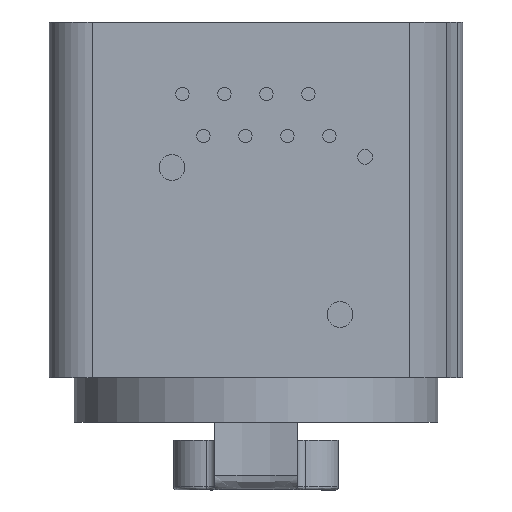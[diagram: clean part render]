
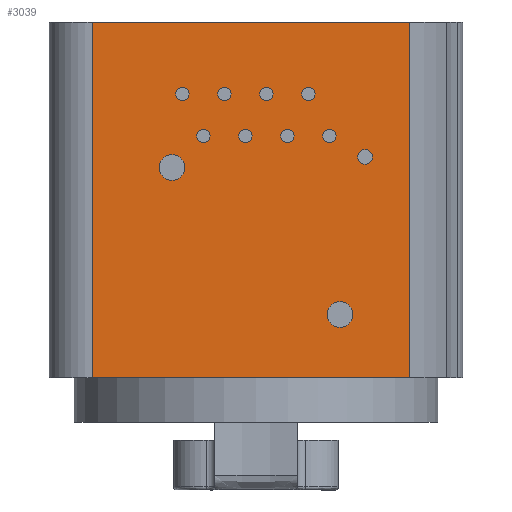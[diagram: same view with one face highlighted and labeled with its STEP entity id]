
A CAD part, front view. The second image highlights one B-rep face of the part: STEP entity #3039.
In plain terms, the highlighted planar face has unit normal (0, -1, 0).
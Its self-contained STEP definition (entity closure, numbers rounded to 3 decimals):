
#76 = DIRECTION ( 'NONE',  ( 0., -1., 0. ) ) ;
#209 = CARTESIAN_POINT ( 'NONE',  ( 9.9, -12.5, 0. ) ) ;
#333 = CARTESIAN_POINT ( 'NONE',  ( 9.9, -12.5, 0. ) ) ;
#478 = VERTEX_POINT ( 'NONE', #1247 ) ;
#513 = DIRECTION ( 'NONE',  ( 0., 0., 1. ) ) ;
#565 = VERTEX_POINT ( 'NONE', #3493 ) ;
#580 = ORIENTED_EDGE ( 'NONE', *, *, #3156, .F. ) ;
#693 = DIRECTION ( 'NONE',  ( 0., 0., 1. ) ) ;
#696 = LINE ( 'NONE', #3963, #2833 ) ;
#731 = ORIENTED_EDGE ( 'NONE', *, *, #3775, .F. ) ;
#758 = EDGE_CURVE ( 'NONE', #4118, #1333, #1556, .T. ) ;
#816 = CARTESIAN_POINT ( 'NONE',  ( 5.08, -12.5, -11.925 ) ) ;
#828 = CARTESIAN_POINT ( 'NONE',  ( -5.08, -12.5, -3.81 ) ) ;
#856 = LINE ( 'NONE', #3468, #1658 ) ;
#899 = AXIS2_PLACEMENT_3D ( 'NONE', #1626, #1684, #693 ) ;
#918 = LINE ( 'NONE', #333, #974 ) ;
#974 = VECTOR ( 'NONE', #2948, 1000. ) ;
#1087 = VERTEX_POINT ( 'NONE', #3728 ) ;
#1164 = EDGE_CURVE ( 'NONE', #3016, #565, #1622, .T. ) ;
#1166 = ORIENTED_EDGE ( 'NONE', *, *, #3169, .F. ) ;
#1187 = DIRECTION ( 'NONE',  ( 0., -1., 0. ) ) ;
#1214 = FACE_OUTER_BOUND ( 'NONE', #2679, .T. ) ;
#1239 = AXIS2_PLACEMENT_3D ( 'NONE', #1970, #76, #3590 ) ;
#1247 = CARTESIAN_POINT ( 'NONE',  ( 9.9, -12.5, 0. ) ) ;
#1252 = CARTESIAN_POINT ( 'NONE',  ( 5.08, -12.5, -13.475 ) ) ;
#1333 = VERTEX_POINT ( 'NONE', #3565 ) ;
#1471 = CARTESIAN_POINT ( 'NONE',  ( -9.3, -12.5, 0. ) ) ;
#1494 = EDGE_LOOP ( 'NONE', ( #3554, #580 ) ) ;
#1556 = LINE ( 'NONE', #2868, #2304 ) ;
#1622 = CIRCLE ( 'NONE', #2900, 0.775 ) ;
#1626 = CARTESIAN_POINT ( 'NONE',  ( 5.08, -12.5, -12.7 ) ) ;
#1658 = VECTOR ( 'NONE', #3153, 1000. ) ;
#1677 = ORIENTED_EDGE ( 'NONE', *, *, #1690, .F. ) ;
#1684 = DIRECTION ( 'NONE',  ( 0., -1., 0. ) ) ;
#1690 = EDGE_CURVE ( 'NONE', #1087, #1333, #696, .T. ) ;
#1823 = DIRECTION ( 'NONE',  ( 0., 1., 0. ) ) ;
#1859 = ORIENTED_EDGE ( 'NONE', *, *, #758, .T. ) ;
#1912 = DIRECTION ( 'NONE',  ( -1., 0., 0. ) ) ;
#1970 = CARTESIAN_POINT ( 'NONE',  ( -5.08, -12.5, -3.81 ) ) ;
#2140 = FACE_BOUND ( 'NONE', #1494, .T. ) ;
#2186 = DIRECTION ( 'NONE',  ( 0., 0., 1. ) ) ;
#2304 = VECTOR ( 'NONE', #3763, 1000. ) ;
#2382 = CIRCLE ( 'NONE', #1239, 0.775 ) ;
#2396 = CARTESIAN_POINT ( 'NONE',  ( -5.08, -12.5, -3.035 ) ) ;
#2437 = EDGE_LOOP ( 'NONE', ( #731, #1166 ) ) ;
#2477 = DIRECTION ( 'NONE',  ( 0., 0., 1. ) ) ;
#2540 = EDGE_CURVE ( 'NONE', #478, #1087, #918, .T. ) ;
#2679 = EDGE_LOOP ( 'NONE', ( #1859, #1677, #2852, #4172 ) ) ;
#2680 = VERTEX_POINT ( 'NONE', #816 ) ;
#2682 = DIRECTION ( 'NONE',  ( 0., -1., 0. ) ) ;
#2722 = AXIS2_PLACEMENT_3D ( 'NONE', #2770, #2682, #513 ) ;
#2723 = AXIS2_PLACEMENT_3D ( 'NONE', #209, #1823, #2186 ) ;
#2770 = CARTESIAN_POINT ( 'NONE',  ( 5.08, -12.5, -12.7 ) ) ;
#2833 = VECTOR ( 'NONE', #1912, 1000. ) ;
#2845 = EDGE_CURVE ( 'NONE', #4118, #478, #856, .T. ) ;
#2852 = ORIENTED_EDGE ( 'NONE', *, *, #2540, .F. ) ;
#2868 = CARTESIAN_POINT ( 'NONE',  ( -9.3, -12.5, 0. ) ) ;
#2900 = AXIS2_PLACEMENT_3D ( 'NONE', #828, #1187, #2477 ) ;
#2931 = CIRCLE ( 'NONE', #899, 0.775 ) ;
#2948 = DIRECTION ( 'NONE',  ( 0., 0., -1. ) ) ;
#3016 = VERTEX_POINT ( 'NONE', #2396 ) ;
#3039 = ADVANCED_FACE ( 'NONE', ( #2140, #1214, #3192 ), #3462, .F. ) ;
#3153 = DIRECTION ( 'NONE',  ( 1., 0., 0. ) ) ;
#3156 = EDGE_CURVE ( 'NONE', #565, #3016, #2382, .T. ) ;
#3169 = EDGE_CURVE ( 'NONE', #3967, #2680, #2931, .T. ) ;
#3192 = FACE_BOUND ( 'NONE', #2437, .T. ) ;
#3462 = PLANE ( 'NONE',  #2723 ) ;
#3468 = CARTESIAN_POINT ( 'NONE',  ( 9.9, -12.5, 0. ) ) ;
#3472 = CIRCLE ( 'NONE', #2722, 0.775 ) ;
#3493 = CARTESIAN_POINT ( 'NONE',  ( -5.08, -12.5, -4.585 ) ) ;
#3554 = ORIENTED_EDGE ( 'NONE', *, *, #1164, .F. ) ;
#3565 = CARTESIAN_POINT ( 'NONE',  ( -9.3, -12.5, -21.5 ) ) ;
#3590 = DIRECTION ( 'NONE',  ( 0., 0., 1. ) ) ;
#3728 = CARTESIAN_POINT ( 'NONE',  ( 9.9, -12.5, -21.5 ) ) ;
#3763 = DIRECTION ( 'NONE',  ( 0., 0., -1. ) ) ;
#3775 = EDGE_CURVE ( 'NONE', #2680, #3967, #3472, .T. ) ;
#3963 = CARTESIAN_POINT ( 'NONE',  ( 0., -12.5, -21.5 ) ) ;
#3967 = VERTEX_POINT ( 'NONE', #1252 ) ;
#4118 = VERTEX_POINT ( 'NONE', #1471 ) ;
#4172 = ORIENTED_EDGE ( 'NONE', *, *, #2845, .F. ) ;
